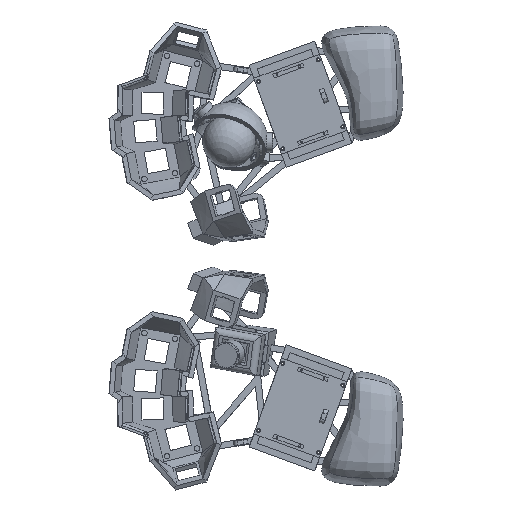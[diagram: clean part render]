
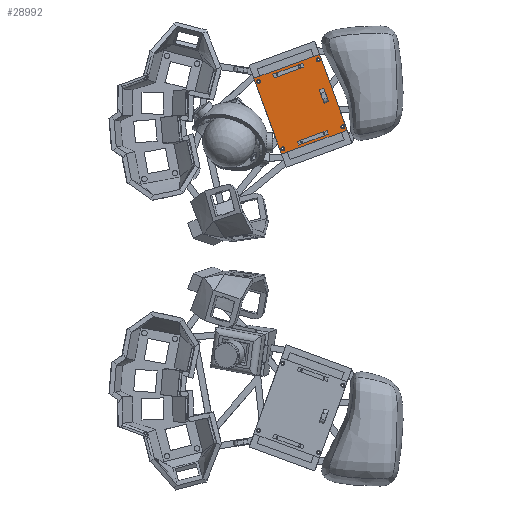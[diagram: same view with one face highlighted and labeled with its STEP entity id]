
A CAD part, top view. The second image highlights one B-rep face of the part: STEP entity #28992.
In plain terms, the highlighted planar face has unit normal (0, 0, 1).
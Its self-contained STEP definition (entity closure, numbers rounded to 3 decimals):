
#403=FACE_BOUND('',#10293,.T.);
#404=FACE_BOUND('',#10294,.T.);
#405=FACE_BOUND('',#10295,.T.);
#406=FACE_BOUND('',#10296,.T.);
#407=FACE_BOUND('',#10297,.T.);
#408=FACE_BOUND('',#10298,.T.);
#409=FACE_BOUND('',#10299,.T.);
#410=FACE_BOUND('',#10300,.T.);
#1636=LINE('',#46980,#4778);
#1640=LINE('',#46990,#4782);
#1646=LINE('',#47001,#4788);
#1650=LINE('',#47011,#4792);
#1651=LINE('',#47014,#4793);
#1657=LINE('',#47025,#4799);
#1663=LINE('',#47035,#4805);
#1664=LINE('',#47037,#4806);
#1671=LINE('',#47078,#4813);
#1675=LINE('',#47086,#4817);
#1678=LINE('',#47092,#4820);
#1681=LINE('',#47097,#4823);
#1683=LINE('',#47103,#4825);
#1684=LINE('',#47105,#4826);
#1685=LINE('',#47107,#4827);
#1686=LINE('',#47108,#4828);
#1687=LINE('',#47111,#4829);
#1688=LINE('',#47113,#4830);
#1689=LINE('',#47115,#4831);
#1690=LINE('',#47116,#4832);
#4778=VECTOR('',#34130,10.);
#4782=VECTOR('',#34138,10.);
#4788=VECTOR('',#34144,10.);
#4792=VECTOR('',#34154,10.);
#4793=VECTOR('',#34157,10.);
#4799=VECTOR('',#34163,10.);
#4805=VECTOR('',#34177,10.);
#4806=VECTOR('',#34180,10.);
#4813=VECTOR('',#34227,10.);
#4817=VECTOR('',#34233,10.);
#4820=VECTOR('',#34238,10.);
#4823=VECTOR('',#34243,10.);
#4825=VECTOR('',#34249,10.);
#4826=VECTOR('',#34250,10.);
#4827=VECTOR('',#34251,10.);
#4828=VECTOR('',#34252,10.);
#4829=VECTOR('',#34253,10.);
#4830=VECTOR('',#34254,10.);
#4831=VECTOR('',#34255,10.);
#4832=VECTOR('',#34256,10.);
#7317=PLANE('',#30691);
#8632=FACE_OUTER_BOUND('',#10292,.T.);
#10292=EDGE_LOOP('',(#22733,#22734,#22735,#22736));
#10293=EDGE_LOOP('',(#22737,#22738,#22739,#22740));
#10294=EDGE_LOOP('',(#22741,#22742,#22743,#22744));
#10295=EDGE_LOOP('',(#22745));
#10296=EDGE_LOOP('',(#22746));
#10297=EDGE_LOOP('',(#22747));
#10298=EDGE_LOOP('',(#22748));
#10299=EDGE_LOOP('',(#22749,#22750,#22751,#22752));
#10300=EDGE_LOOP('',(#22753,#22754,#22755,#22756));
#11712=CIRCLE('',#30670,1.25);
#11714=CIRCLE('',#30673,1.25);
#11716=CIRCLE('',#30676,1.25);
#11718=CIRCLE('',#30679,1.25);
#13602=VERTEX_POINT('',#46977);
#13603=VERTEX_POINT('',#46979);
#13606=VERTEX_POINT('',#46987);
#13607=VERTEX_POINT('',#46989);
#13612=VERTEX_POINT('',#46999);
#13615=VERTEX_POINT('',#47009);
#13616=VERTEX_POINT('',#47013);
#13621=VERTEX_POINT('',#47023);
#13623=VERTEX_POINT('',#47042);
#13625=VERTEX_POINT('',#47048);
#13627=VERTEX_POINT('',#47054);
#13629=VERTEX_POINT('',#47060);
#13634=VERTEX_POINT('',#47076);
#13635=VERTEX_POINT('',#47077);
#13638=VERTEX_POINT('',#47085);
#13640=VERTEX_POINT('',#47091);
#13642=VERTEX_POINT('',#47101);
#13643=VERTEX_POINT('',#47102);
#13644=VERTEX_POINT('',#47104);
#13645=VERTEX_POINT('',#47106);
#13646=VERTEX_POINT('',#47109);
#13647=VERTEX_POINT('',#47110);
#13648=VERTEX_POINT('',#47112);
#13649=VERTEX_POINT('',#47114);
#16899=EDGE_CURVE('',#13603,#13602,#1636,.T.);
#16904=EDGE_CURVE('',#13607,#13606,#1640,.T.);
#16910=EDGE_CURVE('',#13602,#13612,#1646,.T.);
#16915=EDGE_CURVE('',#13606,#13615,#1650,.T.);
#16916=EDGE_CURVE('',#13616,#13603,#1651,.T.);
#16922=EDGE_CURVE('',#13615,#13621,#1657,.T.);
#16928=EDGE_CURVE('',#13621,#13607,#1663,.T.);
#16929=EDGE_CURVE('',#13612,#13616,#1664,.T.);
#16932=EDGE_CURVE('',#13623,#13623,#11712,.T.);
#16935=EDGE_CURVE('',#13625,#13625,#11714,.T.);
#16938=EDGE_CURVE('',#13627,#13627,#11716,.T.);
#16941=EDGE_CURVE('',#13629,#13629,#11718,.T.);
#16948=EDGE_CURVE('',#13634,#13635,#1671,.T.);
#16952=EDGE_CURVE('',#13635,#13638,#1675,.T.);
#16955=EDGE_CURVE('',#13638,#13640,#1678,.T.);
#16958=EDGE_CURVE('',#13640,#13634,#1681,.T.);
#16960=EDGE_CURVE('',#13642,#13643,#1683,.T.);
#16961=EDGE_CURVE('',#13643,#13644,#1684,.T.);
#16962=EDGE_CURVE('',#13644,#13645,#1685,.T.);
#16963=EDGE_CURVE('',#13645,#13642,#1686,.T.);
#16964=EDGE_CURVE('',#13646,#13647,#1687,.T.);
#16965=EDGE_CURVE('',#13647,#13648,#1688,.T.);
#16966=EDGE_CURVE('',#13648,#13649,#1689,.T.);
#16967=EDGE_CURVE('',#13649,#13646,#1690,.T.);
#22733=ORIENTED_EDGE('',*,*,#16960,.T.);
#22734=ORIENTED_EDGE('',*,*,#16961,.T.);
#22735=ORIENTED_EDGE('',*,*,#16962,.T.);
#22736=ORIENTED_EDGE('',*,*,#16963,.T.);
#22737=ORIENTED_EDGE('',*,*,#16899,.T.);
#22738=ORIENTED_EDGE('',*,*,#16910,.T.);
#22739=ORIENTED_EDGE('',*,*,#16929,.T.);
#22740=ORIENTED_EDGE('',*,*,#16916,.T.);
#22741=ORIENTED_EDGE('',*,*,#16904,.T.);
#22742=ORIENTED_EDGE('',*,*,#16915,.T.);
#22743=ORIENTED_EDGE('',*,*,#16922,.T.);
#22744=ORIENTED_EDGE('',*,*,#16928,.T.);
#22745=ORIENTED_EDGE('',*,*,#16932,.T.);
#22746=ORIENTED_EDGE('',*,*,#16935,.T.);
#22747=ORIENTED_EDGE('',*,*,#16938,.T.);
#22748=ORIENTED_EDGE('',*,*,#16941,.T.);
#22749=ORIENTED_EDGE('',*,*,#16948,.T.);
#22750=ORIENTED_EDGE('',*,*,#16952,.T.);
#22751=ORIENTED_EDGE('',*,*,#16955,.T.);
#22752=ORIENTED_EDGE('',*,*,#16958,.T.);
#22753=ORIENTED_EDGE('',*,*,#16964,.T.);
#22754=ORIENTED_EDGE('',*,*,#16965,.T.);
#22755=ORIENTED_EDGE('',*,*,#16966,.T.);
#22756=ORIENTED_EDGE('',*,*,#16967,.T.);
#28992=ADVANCED_FACE('',(#8632,#403,#404,#405,#406,#407,#408,#409,#410),
#7317,.T.);
#30670=AXIS2_PLACEMENT_3D('',#47044,#34188,#34189);
#30673=AXIS2_PLACEMENT_3D('',#47050,#34195,#34196);
#30676=AXIS2_PLACEMENT_3D('',#47056,#34202,#34203);
#30679=AXIS2_PLACEMENT_3D('',#47062,#34209,#34210);
#30691=AXIS2_PLACEMENT_3D('',#47100,#34247,#34248);
#34130=DIRECTION('',(0.94,0.342,0.));
#34138=DIRECTION('',(0.342,-0.94,0.));
#34144=DIRECTION('',(0.342,-0.94,0.));
#34154=DIRECTION('',(-0.94,-0.342,0.));
#34157=DIRECTION('',(-0.342,0.94,0.));
#34163=DIRECTION('',(-0.342,0.94,0.));
#34177=DIRECTION('',(0.94,0.342,0.));
#34180=DIRECTION('',(-0.94,-0.342,0.));
#34188=DIRECTION('center_axis',(0.,0.,-1.));
#34189=DIRECTION('ref_axis',(-0.342,0.94,0.));
#34195=DIRECTION('center_axis',(0.,0.,-1.));
#34196=DIRECTION('ref_axis',(-0.342,0.94,0.));
#34202=DIRECTION('center_axis',(0.,0.,-1.));
#34203=DIRECTION('ref_axis',(-0.342,0.94,0.));
#34209=DIRECTION('center_axis',(0.,0.,-1.));
#34210=DIRECTION('ref_axis',(-0.342,0.94,0.));
#34227=DIRECTION('',(-0.94,-0.342,0.));
#34233=DIRECTION('',(-0.342,0.94,0.));
#34238=DIRECTION('',(0.94,0.342,0.));
#34243=DIRECTION('',(0.342,-0.94,0.));
#34247=DIRECTION('center_axis',(0.,0.,1.));
#34248=DIRECTION('ref_axis',(-0.342,0.94,0.));
#34249=DIRECTION('',(0.342,-0.94,0.));
#34250=DIRECTION('',(0.94,0.342,0.));
#34251=DIRECTION('',(-0.342,0.94,0.));
#34252=DIRECTION('',(-0.94,-0.342,0.));
#34253=DIRECTION('',(-0.94,-0.342,0.));
#34254=DIRECTION('',(-0.342,0.94,0.));
#34255=DIRECTION('',(0.94,0.342,0.));
#34256=DIRECTION('',(0.342,-0.94,0.));
#46977=CARTESIAN_POINT('',(143.585,32.951,7.9));
#46979=CARTESIAN_POINT('',(140.766,31.925,7.9));
#46980=CARTESIAN_POINT('',(135.363,29.958,7.9));
#46987=CARTESIAN_POINT('',(146.663,24.494,7.9));
#46989=CARTESIAN_POINT('',(146.15,25.903,7.9));
#46990=CARTESIAN_POINT('',(145.894,26.608,7.9));
#46999=CARTESIAN_POINT('',(144.098,31.541,7.9));
#47001=CARTESIAN_POINT('',(145.894,26.608,7.9));
#47009=CARTESIAN_POINT('',(143.844,23.468,7.9));
#47011=CARTESIAN_POINT('',(137.032,20.988,7.9));
#47013=CARTESIAN_POINT('',(141.279,30.515,7.9));
#47014=CARTESIAN_POINT('',(141.536,29.811,7.9));
#47023=CARTESIAN_POINT('',(143.331,24.877,7.9));
#47025=CARTESIAN_POINT('',(141.536,29.811,7.9));
#47035=CARTESIAN_POINT('',(136.519,22.398,7.9));
#47037=CARTESIAN_POINT('',(135.876,28.549,7.9));
#47042=CARTESIAN_POINT('',(140.504,50.187,7.9));
#47044=CARTESIAN_POINT('Origin',(140.077,51.361,7.9));
#47048=CARTESIAN_POINT('',(101.977,36.164,7.9));
#47050=CARTESIAN_POINT('Origin',(101.55,37.339,7.9));
#47054=CARTESIAN_POINT('',(156.237,6.961,7.9));
#47056=CARTESIAN_POINT('Origin',(155.81,8.135,7.9));
#47060=CARTESIAN_POINT('',(117.71,-7.062,7.9));
#47062=CARTESIAN_POINT('Origin',(117.282,-5.887,7.9));
#47076=CARTESIAN_POINT('',(130.873,46.681,7.9));
#47077=CARTESIAN_POINT('',(111.609,39.67,7.9));
#47078=CARTESIAN_POINT('',(116.425,41.422,7.9));
#47085=CARTESIAN_POINT('',(110.754,42.019,7.9));
#47086=CARTESIAN_POINT('',(114.901,30.625,7.9));
#47091=CARTESIAN_POINT('',(130.018,49.03,7.9));
#47092=CARTESIAN_POINT('',(125.202,47.277,7.9));
#47097=CARTESIAN_POINT('',(134.592,36.462,7.9));
#47100=CARTESIAN_POINT('Origin',(128.68,22.737,7.9));
#47101=CARTESIAN_POINT('',(98.644,39.474,7.9));
#47102=CARTESIAN_POINT('',(116.429,-9.39,7.9));
#47103=CARTESIAN_POINT('',(116.429,-9.39,7.9));
#47104=CARTESIAN_POINT('',(158.715,6.,7.9));
#47105=CARTESIAN_POINT('',(158.715,6.,7.9));
#47106=CARTESIAN_POINT('',(140.93,54.864,7.9));
#47107=CARTESIAN_POINT('',(140.93,54.864,7.9));
#47108=CARTESIAN_POINT('',(98.644,39.474,7.9));
#47109=CARTESIAN_POINT('',(146.606,3.455,7.9));
#47110=CARTESIAN_POINT('',(127.342,-3.556,7.9));
#47111=CARTESIAN_POINT('',(132.158,-1.803,7.9));
#47112=CARTESIAN_POINT('',(126.487,-1.207,7.9));
#47113=CARTESIAN_POINT('',(122.767,9.012,7.9));
#47114=CARTESIAN_POINT('',(145.75,5.804,7.9));
#47115=CARTESIAN_POINT('',(140.935,4.052,7.9));
#47116=CARTESIAN_POINT('',(142.459,14.849,7.9));
